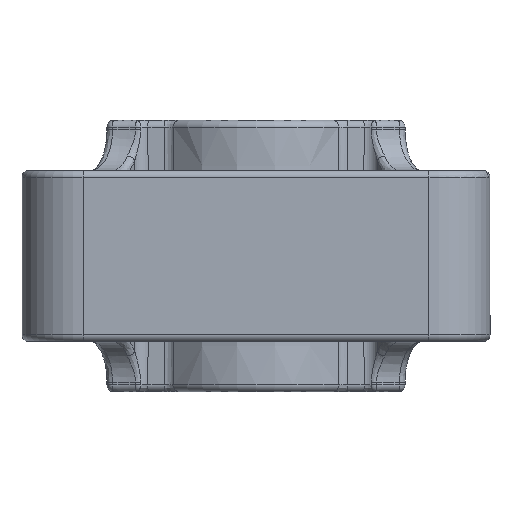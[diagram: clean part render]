
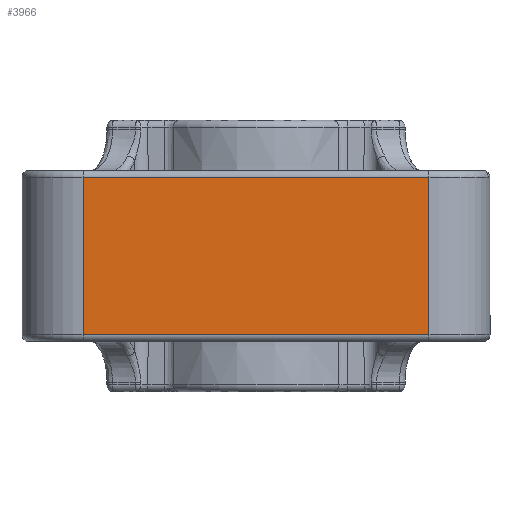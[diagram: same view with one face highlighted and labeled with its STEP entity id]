
A CAD part, front view. The second image highlights one B-rep face of the part: STEP entity #3966.
In plain terms, the highlighted planar face has unit normal (0, -1, 0).
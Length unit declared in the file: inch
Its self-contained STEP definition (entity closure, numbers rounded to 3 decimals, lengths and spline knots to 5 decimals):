
#593=FACE_OUTER_BOUND('',#856,.T.);
#856=EDGE_LOOP('',(#2746,#2747,#2748,#2749));
#1109=LINE('',#6046,#1286);
#1126=LINE('',#6545,#1303);
#1127=LINE('',#6547,#1304);
#1128=LINE('',#6548,#1305);
#1286=VECTOR('',#4751,0.45669);
#1303=VECTOR('',#4864,1.00394);
#1304=VECTOR('',#4865,0.45669);
#1305=VECTOR('',#4866,1.00394);
#1616=VERTEX_POINT('',#6043);
#1617=VERTEX_POINT('',#6045);
#1662=VERTEX_POINT('',#6544);
#1663=VERTEX_POINT('',#6546);
#2005=EDGE_CURVE('',#1617,#1616,#1109,.T.);
#2068=EDGE_CURVE('',#1616,#1662,#1126,.T.);
#2069=EDGE_CURVE('',#1662,#1663,#1127,.T.);
#2070=EDGE_CURVE('',#1663,#1617,#1128,.T.);
#2746=ORIENTED_EDGE('',*,*,#2005,.T.);
#2747=ORIENTED_EDGE('',*,*,#2068,.T.);
#2748=ORIENTED_EDGE('',*,*,#2069,.T.);
#2749=ORIENTED_EDGE('',*,*,#2070,.T.);
#3911=PLANE('',#4286);
#3966=ADVANCED_FACE('',(#593),#3911,.T.);
#4286=AXIS2_PLACEMENT_3D('',#6543,#4862,#4863);
#4751=DIRECTION('',(0.,0.,-1.));
#4862=DIRECTION('center_axis',(0.,-1.,0.));
#4863=DIRECTION('ref_axis',(0.,0.,-1.));
#4864=DIRECTION('',(1.,0.,0.));
#4865=DIRECTION('',(0.,0.,1.));
#4866=DIRECTION('',(-1.,0.,0.));
#6043=CARTESIAN_POINT('',(-0.50197,0.,-0.22835));
#6045=CARTESIAN_POINT('',(-0.50197,0.,0.22835));
#6046=CARTESIAN_POINT('',(-0.50197,0.,0.22835));
#6543=CARTESIAN_POINT('Origin',(-0.50197,0.,-0.24803));
#6544=CARTESIAN_POINT('',(0.50197,0.,-0.22835));
#6545=CARTESIAN_POINT('',(-0.50197,0.,-0.22835));
#6546=CARTESIAN_POINT('',(0.50197,0.,0.22835));
#6547=CARTESIAN_POINT('',(0.50197,0.,-0.22835));
#6548=CARTESIAN_POINT('',(0.50197,0.,0.22835));
